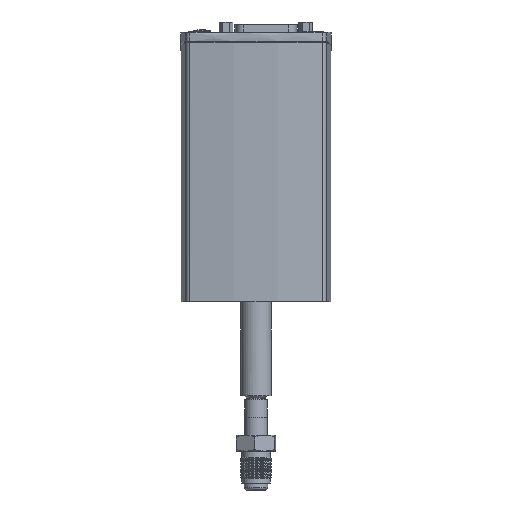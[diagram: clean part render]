
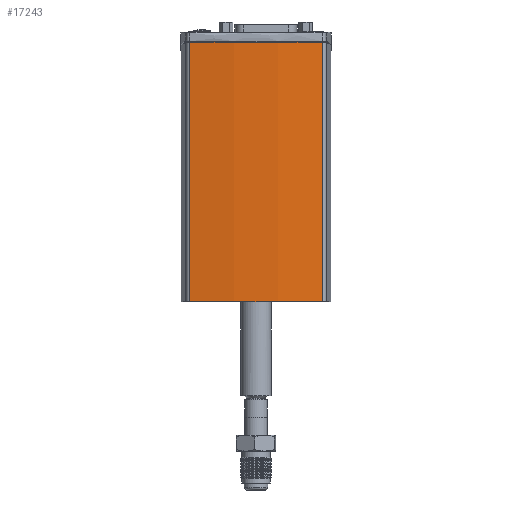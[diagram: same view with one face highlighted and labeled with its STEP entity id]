
A CAD part, left-side view. The second image highlights one B-rep face of the part: STEP entity #17243.
In plain terms, the highlighted cylindrical face has radius 170 mm (diameter 340 mm), a partial arc.
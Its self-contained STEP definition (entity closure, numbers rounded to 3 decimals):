
#324=B_SPLINE_CURVE_WITH_KNOTS('',3,(#35442,#35443,#35444,#35445,#35446,
#35447),.UNSPECIFIED.,.F.,.F.,(4,2,4),(-33.268,-30.558,
-27.847),.UNSPECIFIED.);
#1545=LINE('',#35449,#2747);
#1546=LINE('',#35452,#2748);
#2747=VECTOR('',#22333,108.186);
#2748=VECTOR('',#22336,108.186);
#3337=CYLINDRICAL_SURFACE('',#18712,170.);
#4166=FACE_OUTER_BOUND('',#5207,.T.);
#5207=EDGE_LOOP('',(#13349,#13350,#13351,#13352));
#6158=CIRCLE('',#18713,170.);
#7415=VERTEX_POINT('',#35440);
#7416=VERTEX_POINT('',#35441);
#7417=VERTEX_POINT('',#35448);
#7418=VERTEX_POINT('',#35450);
#9484=EDGE_CURVE('',#7415,#7416,#324,.F.);
#9485=EDGE_CURVE('',#7417,#7416,#1545,.T.);
#9486=EDGE_CURVE('',#7418,#7417,#6158,.T.);
#9487=EDGE_CURVE('',#7418,#7415,#1546,.T.);
#13349=ORIENTED_EDGE('',*,*,#9484,.T.);
#13350=ORIENTED_EDGE('',*,*,#9485,.F.);
#13351=ORIENTED_EDGE('',*,*,#9486,.F.);
#13352=ORIENTED_EDGE('',*,*,#9487,.T.);
#17243=ADVANCED_FACE('',(#4166),#3337,.T.);
#18712=AXIS2_PLACEMENT_3D('',#35439,#22331,#22332);
#18713=AXIS2_PLACEMENT_3D('',#35451,#22334,#22335);
#22331=DIRECTION('center_axis',(0.,0.,
1.));
#22332=DIRECTION('ref_axis',(-1.,0.,0.));
#22333=DIRECTION('',(0.,0.,1.));
#22334=DIRECTION('center_axis',(0.,0.,
-1.));
#22335=DIRECTION('ref_axis',(1.,0.,0.));
#22336=DIRECTION('',(0.,0.,1.));
#35439=CARTESIAN_POINT('Origin',(138.5,0.,
9.));
#35440=CARTESIAN_POINT('',(-29.245,-27.596,117.186));
#35441=CARTESIAN_POINT('',(-29.245,27.596,117.186));
#35442=CARTESIAN_POINT('Ctrl Pts',(-29.245,27.596,117.186));
#35443=CARTESIAN_POINT('Ctrl Pts',(-30.771,18.319,117.205));
#35444=CARTESIAN_POINT('Ctrl Pts',(-31.5,9.035,117.2));
#35445=CARTESIAN_POINT('Ctrl Pts',(-31.5,-9.035,
117.2));
#35446=CARTESIAN_POINT('Ctrl Pts',(-30.771,-18.319,117.205));
#35447=CARTESIAN_POINT('Ctrl Pts',(-29.245,-27.596,
117.186));
#35448=CARTESIAN_POINT('',(-29.245,27.596,9.));
#35449=CARTESIAN_POINT('',(-29.245,27.596,9.));
#35450=CARTESIAN_POINT('',(-29.245,-27.596,9.));
#35451=CARTESIAN_POINT('Origin',(138.5,0.,
9.));
#35452=CARTESIAN_POINT('',(-29.245,-27.596,9.));
